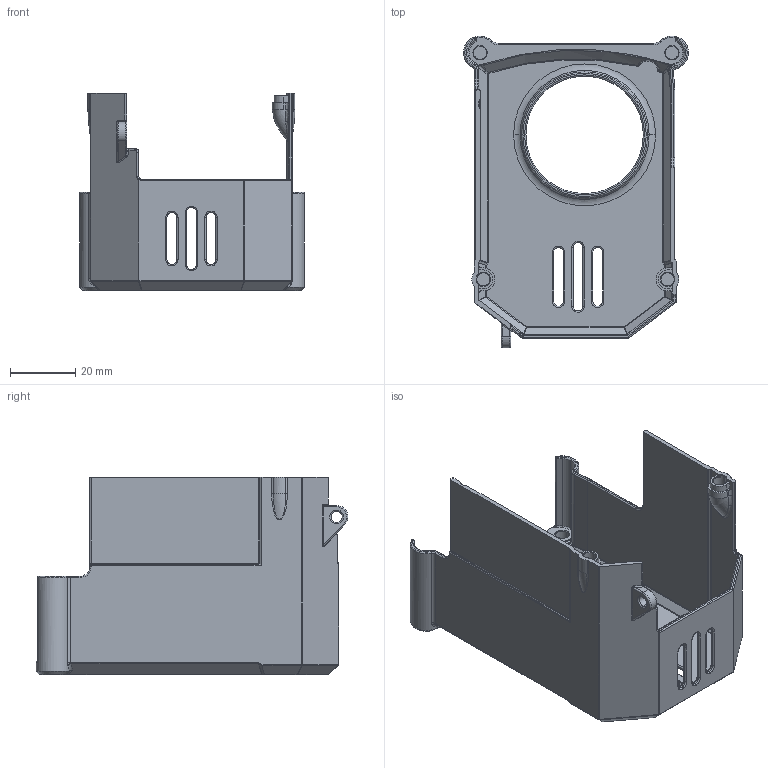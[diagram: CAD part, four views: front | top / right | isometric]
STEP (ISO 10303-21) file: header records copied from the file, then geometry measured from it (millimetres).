
FILE_DESCRIPTION (( 'STEP AP214' ), '1' );
FILE_NAME ('SV08-PZ-Cover.STEP', '2025-01-07T21:21:24', ( '' ), ( '' ), 'SwSTEP 2.0', 'SolidWorks 2022', '' );
FILE_SCHEMA (( 'AUTOMOTIVE_DESIGN' ));
Length unit declared in the file: millimetre
Products named in the file (1): SV08-PZ-Cover
Bounding box: 68.99 x 95.68 x 60.5 mm (x, y, z)
Volume: 20736.2 mm3; surface area: 30979.9 mm2
Topology: 1 solids, 1 shells, 500 faces, 1198 edges, 689 vertices
Faces by surface type: cylinder 204, torus 94, plane 91, bspline 65, sphere 25, cone 21
Entity records: 17115 total; most frequent: CARTESIAN_POINT 5839, DIRECTION 2449, ORIENTED_EDGE 2368, EDGE_CURVE 1184, AXIS2_PLACEMENT_3D 1000, VERTEX_POINT 689, CIRCLE 564, EDGE_LOOP 519
